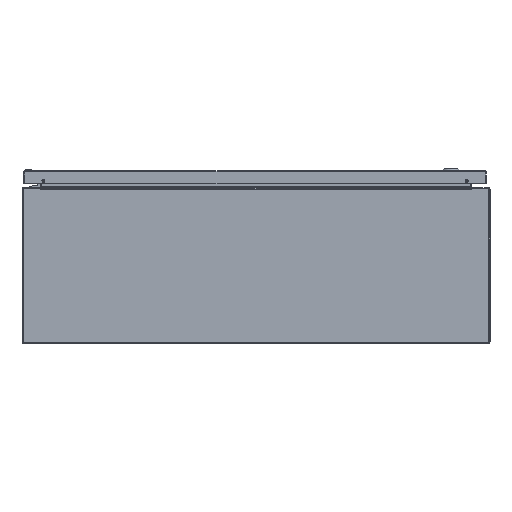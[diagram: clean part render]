
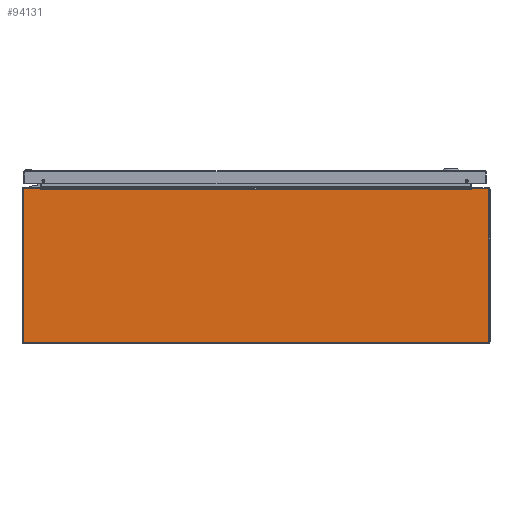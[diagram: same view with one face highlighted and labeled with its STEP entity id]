
A CAD part, front view. The second image highlights one B-rep face of the part: STEP entity #94131.
In plain terms, the highlighted planar face has unit normal (0, -1, 0).
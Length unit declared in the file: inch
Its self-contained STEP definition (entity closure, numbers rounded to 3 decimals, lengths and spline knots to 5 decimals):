
#1030 = VECTOR ( 'NONE', #137701, 39.37008 ) ;
#4282 = CARTESIAN_POINT ( 'NONE',  ( 14.857, -15., -4.937 ) ) ;
#4971 = DIRECTION ( 'NONE',  ( 0., -1., 0. ) ) ;
#5719 = DIRECTION ( 'NONE',  ( 0., 0., -1. ) ) ;
#7167 = DIRECTION ( 'NONE',  ( 0., 0., -1. ) ) ;
#9921 = VERTEX_POINT ( 'NONE', #53621 ) ;
#11156 = ORIENTED_EDGE ( 'NONE', *, *, #105135, .F. ) ;
#11757 = CARTESIAN_POINT ( 'NONE',  ( 0., -15., 4.883 ) ) ;
#15251 = EDGE_CURVE ( 'NONE', #9921, #59111, #120642, .T. ) ;
#15629 = EDGE_CURVE ( 'NONE', #64636, #51375, #171583, .T. ) ;
#17700 = VECTOR ( 'NONE', #117458, 39.37008 ) ;
#17763 = CARTESIAN_POINT ( 'NONE',  ( -14.857, -15., -4.857 ) ) ;
#18526 = DIRECTION ( 'NONE',  ( 1., 0., 0. ) ) ;
#21153 = VERTEX_POINT ( 'NONE', #25551 ) ;
#21264 = CARTESIAN_POINT ( 'NONE',  ( 0., -15., 4.937 ) ) ;
#23432 = AXIS2_PLACEMENT_3D ( 'NONE', #17763, #70870, #124125 ) ;
#25551 = CARTESIAN_POINT ( 'NONE',  ( -13.8136, -15., 4.883 ) ) ;
#25959 = ORIENTED_EDGE ( 'NONE', *, *, #15251, .T. ) ;
#26982 = AXIS2_PLACEMENT_3D ( 'NONE', #102030, #165814, #7167 ) ;
#32700 = CIRCLE ( 'NONE', #105191, 0.08 ) ;
#36722 = CARTESIAN_POINT ( 'NONE',  ( 14.857, -15., 4.937 ) ) ;
#38450 = ORIENTED_EDGE ( 'NONE', *, *, #162443, .T. ) ;
#41454 = EDGE_CURVE ( 'NONE', #51375, #69260, #43372, .T. ) ;
#42890 = ORIENTED_EDGE ( 'NONE', *, *, #170563, .T. ) ;
#43372 = CIRCLE ( 'NONE', #68350, 0.08 ) ;
#45731 = DIRECTION ( 'NONE',  ( 0., -1., 0. ) ) ;
#48386 = VERTEX_POINT ( 'NONE', #110817 ) ;
#51375 = VERTEX_POINT ( 'NONE', #62480 ) ;
#52810 = ORIENTED_EDGE ( 'NONE', *, *, #146054, .T. ) ;
#53621 = CARTESIAN_POINT ( 'NONE',  ( 13.798, -15., 4.883 ) ) ;
#54596 = LINE ( 'NONE', #96480, #67997 ) ;
#55892 = VERTEX_POINT ( 'NONE', #4282 ) ;
#56302 = DIRECTION ( 'NONE',  ( 0.174, 0., -0.985 ) ) ;
#58011 = CARTESIAN_POINT ( 'NONE',  ( 13.82312, -15., 4.937 ) ) ;
#58188 = CARTESIAN_POINT ( 'NONE',  ( -13.80579, -15., 4.883 ) ) ;
#59111 = VERTEX_POINT ( 'NONE', #119110 ) ;
#59629 = DIRECTION ( 'NONE',  ( 0., 0., -1. ) ) ;
#60289 = ORIENTED_EDGE ( 'NONE', *, *, #41454, .T. ) ;
#61026 = VERTEX_POINT ( 'NONE', #83776 ) ;
#62480 = CARTESIAN_POINT ( 'NONE',  ( 14.937, -15., 4.857 ) ) ;
#63697 = CIRCLE ( 'NONE', #105571, 0.08 ) ;
#64636 = VERTEX_POINT ( 'NONE', #69634 ) ;
#67997 = VECTOR ( 'NONE', #56302, 39.37008 ) ;
#68350 = AXIS2_PLACEMENT_3D ( 'NONE', #71059, #4971, #168595 ) ;
#69260 = VERTEX_POINT ( 'NONE', #36722 ) ;
#69382 = CARTESIAN_POINT ( 'NONE',  ( -14.857, -15., 4.937 ) ) ;
#69634 = CARTESIAN_POINT ( 'NONE',  ( 14.937, -15., -4.857 ) ) ;
#70870 = DIRECTION ( 'NONE',  ( 0., -1., 0. ) ) ;
#71059 = CARTESIAN_POINT ( 'NONE',  ( 14.857, -15., 4.857 ) ) ;
#73216 = FACE_OUTER_BOUND ( 'NONE', #110214, .T. ) ;
#74187 = EDGE_CURVE ( 'NONE', #69260, #82807, #152513, .T. ) ;
#74885 = LINE ( 'NONE', #169221, #100846 ) ;
#77963 = CARTESIAN_POINT ( 'NONE',  ( -14.857, -15., -4.937 ) ) ;
#82807 = VERTEX_POINT ( 'NONE', #58011 ) ;
#83596 = CARTESIAN_POINT ( 'NONE',  ( 13.8136, -15., 4.883 ) ) ;
#83776 = CARTESIAN_POINT ( 'NONE',  ( -13.82312, -15., 4.937 ) ) ;
#85557 = CARTESIAN_POINT ( 'NONE',  ( 0., -15., -4.937 ) ) ;
#86155 = DIRECTION ( 'NONE',  ( -1., 0., 0. ) ) ;
#86228 = ORIENTED_EDGE ( 'NONE', *, *, #149817, .F. ) ;
#87015 = CARTESIAN_POINT ( 'NONE',  ( 13.80579, -15., 4.883 ) ) ;
#87934 = VERTEX_POINT ( 'NONE', #77963 ) ;
#88243 = VECTOR ( 'NONE', #86155, 39.37008 ) ;
#89904 = ORIENTED_EDGE ( 'NONE', *, *, #74187, .T. ) ;
#93907 = VECTOR ( 'NONE', #136449, 39.37008 ) ;
#94131 = ADVANCED_FACE ( 'NONE', ( #73216 ), #155317, .T. ) ;
#96223 = CARTESIAN_POINT ( 'NONE',  ( -14.937, -15., 0. ) ) ;
#96480 = CARTESIAN_POINT ( 'NONE',  ( -13.81836, -15., 4.91 ) ) ;
#97137 = DIRECTION ( 'NONE',  ( 0., -1., 0. ) ) ;
#97915 = EDGE_CURVE ( 'NONE', #82807, #109683, #74885, .T. ) ;
#98420 = ORIENTED_EDGE ( 'NONE', *, *, #125435, .T. ) ;
#98738 = VECTOR ( 'NONE', #107596, 39.37008 ) ;
#99297 = LINE ( 'NONE', #87015, #88243 ) ;
#100077 = VERTEX_POINT ( 'NONE', #106438 ) ;
#100846 = VECTOR ( 'NONE', #113396, 39.37008 ) ;
#102000 = VECTOR ( 'NONE', #18526, 39.37008 ) ;
#102030 = CARTESIAN_POINT ( 'NONE',  ( 0., -15., 0. ) ) ;
#104088 = ORIENTED_EDGE ( 'NONE', *, *, #15629, .T. ) ;
#104892 = ORIENTED_EDGE ( 'NONE', *, *, #97915, .T. ) ;
#105135 = EDGE_CURVE ( 'NONE', #61026, #21153, #54596, .T. ) ;
#105191 = AXIS2_PLACEMENT_3D ( 'NONE', #165275, #45731, #59629 ) ;
#105571 = AXIS2_PLACEMENT_3D ( 'NONE', #164374, #97137, #5719 ) ;
#106438 = CARTESIAN_POINT ( 'NONE',  ( -14.937, -15., -4.857 ) ) ;
#106693 = EDGE_CURVE ( 'NONE', #87934, #55892, #151139, .T. ) ;
#107596 = DIRECTION ( 'NONE',  ( -1., 0., 0. ) ) ;
#109683 = VERTEX_POINT ( 'NONE', #83596 ) ;
#110214 = EDGE_LOOP ( 'NONE', ( #42890, #119017, #38450, #141113, #123293, #52810, #104088, #60289, #89904, #104892, #98420, #25959, #86228, #11156 ) ) ;
#110817 = CARTESIAN_POINT ( 'NONE',  ( -14.937, -15., 4.857 ) ) ;
#111509 = DIRECTION ( 'NONE',  ( -1., 0., 0. ) ) ;
#113396 = DIRECTION ( 'NONE',  ( -0.174, 0., -0.985 ) ) ;
#117458 = DIRECTION ( 'NONE',  ( 0., 0., 1. ) ) ;
#119017 = ORIENTED_EDGE ( 'NONE', *, *, #134274, .T. ) ;
#119110 = CARTESIAN_POINT ( 'NONE',  ( -13.798, -15., 4.883 ) ) ;
#120642 = LINE ( 'NONE', #11757, #98738 ) ;
#122390 = LINE ( 'NONE', #96223, #93907 ) ;
#123293 = ORIENTED_EDGE ( 'NONE', *, *, #106693, .T. ) ;
#123771 = EDGE_CURVE ( 'NONE', #100077, #87934, #151643, .T. ) ;
#124125 = DIRECTION ( 'NONE',  ( 0., 0., -1. ) ) ;
#124811 = VERTEX_POINT ( 'NONE', #69382 ) ;
#125409 = LINE ( 'NONE', #58188, #1030 ) ;
#125435 = EDGE_CURVE ( 'NONE', #109683, #9921, #99297, .T. ) ;
#126822 = LINE ( 'NONE', #21264, #137013 ) ;
#134274 = EDGE_CURVE ( 'NONE', #124811, #48386, #32700, .T. ) ;
#136449 = DIRECTION ( 'NONE',  ( 0., 0., -1. ) ) ;
#137013 = VECTOR ( 'NONE', #166115, 39.37008 ) ;
#137701 = DIRECTION ( 'NONE',  ( 1., 0., 0. ) ) ;
#141113 = ORIENTED_EDGE ( 'NONE', *, *, #123771, .T. ) ;
#144565 = CARTESIAN_POINT ( 'NONE',  ( 14.937, -15., 0. ) ) ;
#146054 = EDGE_CURVE ( 'NONE', #55892, #64636, #63697, .T. ) ;
#149817 = EDGE_CURVE ( 'NONE', #21153, #59111, #125409, .T. ) ;
#151139 = LINE ( 'NONE', #85557, #102000 ) ;
#151643 = CIRCLE ( 'NONE', #23432, 0.08 ) ;
#152513 = LINE ( 'NONE', #167313, #171969 ) ;
#155317 = PLANE ( 'NONE',  #26982 ) ;
#162443 = EDGE_CURVE ( 'NONE', #48386, #100077, #122390, .T. ) ;
#164374 = CARTESIAN_POINT ( 'NONE',  ( 14.857, -15., -4.857 ) ) ;
#165275 = CARTESIAN_POINT ( 'NONE',  ( -14.857, -15., 4.857 ) ) ;
#165814 = DIRECTION ( 'NONE',  ( 0., -1., 0. ) ) ;
#166115 = DIRECTION ( 'NONE',  ( -1., 0., 0. ) ) ;
#167313 = CARTESIAN_POINT ( 'NONE',  ( 0., -15., 4.937 ) ) ;
#168595 = DIRECTION ( 'NONE',  ( 0., 0., -1. ) ) ;
#169221 = CARTESIAN_POINT ( 'NONE',  ( 13.81836, -15., 4.91 ) ) ;
#170563 = EDGE_CURVE ( 'NONE', #61026, #124811, #126822, .T. ) ;
#171583 = LINE ( 'NONE', #144565, #17700 ) ;
#171969 = VECTOR ( 'NONE', #111509, 39.37008 ) ;
